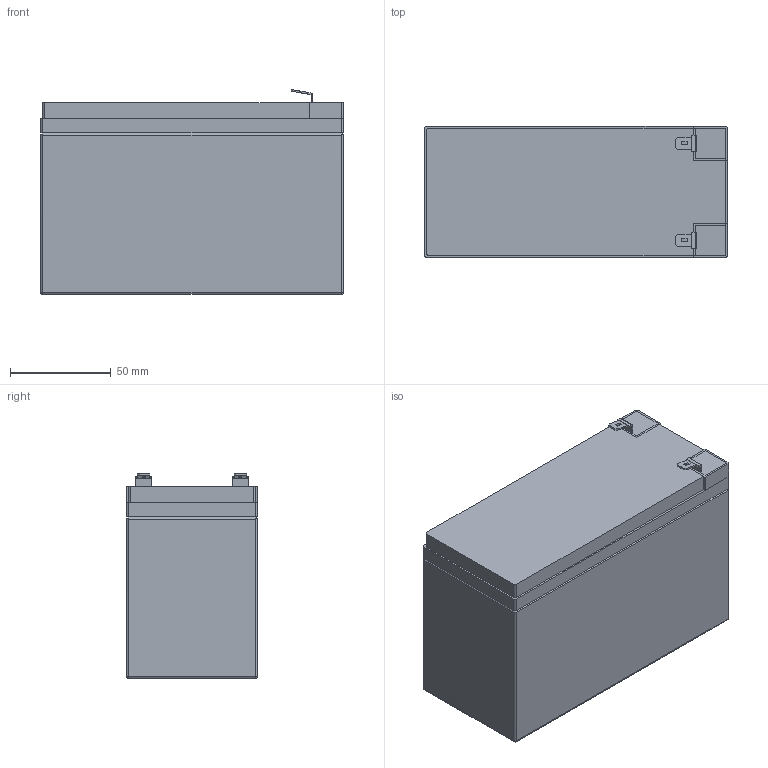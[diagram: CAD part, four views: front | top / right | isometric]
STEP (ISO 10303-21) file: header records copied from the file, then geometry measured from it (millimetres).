
FILE_DESCRIPTION(('FreeCAD Model'),'2;1');
FILE_NAME( 'lead-acid_battery.step', '2015-05-21T00:33:03',('Author'),(''), 'Open CASCADE STEP processor 6.8','FreeCAD','Unknown');
FILE_SCHEMA(('AUTOMOTIVE_DESIGN_CC2 { 1 2 10303 214 -1 1 5 4 }'));
Length unit declared in the file: millimetre
Products named in the file (1): lead-acid_battery
Bounding box: 150 x 65 x 101.53 mm (x, y, z)
Volume: 923136.3 mm3; surface area: 61039.7 mm2
Topology: 1 solids, 1 shells, 105 faces, 268 edges, 162 vertices
Faces by surface type: plane 83, cylinder 18, sphere 4
Entity records: 7260 total; most frequent: CARTESIAN_POINT 1252, DIRECTION 956, LINE 654, VECTOR 654, ORIENTED_EDGE 528, PCURVE 528, DEFINITIONAL_REPRESENTATION 528, EDGE_CURVE 264
